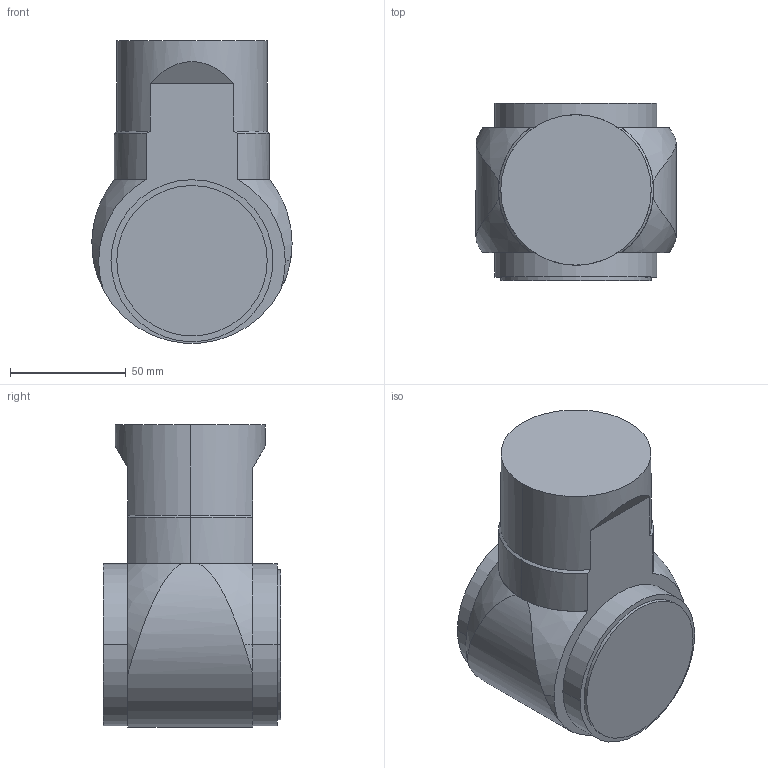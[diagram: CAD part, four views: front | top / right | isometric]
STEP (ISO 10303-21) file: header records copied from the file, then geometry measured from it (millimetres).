
FILE_DESCRIPTION((''), '1');
FILE_NAME('^14728 ', '2004-06-15T17:20:25+00:00', (''), (''), 'CATIA.STEP INTERFACE', 'CATIA SOLUTIONS V4 RELEASE 2.4 FR 4.2.4', '');
FILE_SCHEMA(('AUTOMOTIVE_DESIGN { 1 2 10303 214 0 1 1 1 }'));
Length unit declared in the file: millimetre
Products named in the file (1): *MASTER
Bounding box: 86.48 x 76.5 x 130.6 mm (x, y, z)
Volume: 548083.7 mm3; surface area: 40848.7 mm2
Topology: 1 solids, 1 shells, 36 faces, 93 edges, 65 vertices
Faces by surface type: plane 14, cylinder 13, sphere 6, cone 3
Entity records: 1154 total; most frequent: CARTESIAN_POINT 282, ORIENTED_EDGE 182, DIRECTION 172, EDGE_CURVE 91, AXIS2_PLACEMENT_3D 70, VERTEX_POINT 60, CIRCLE 46, EDGE_LOOP 39
